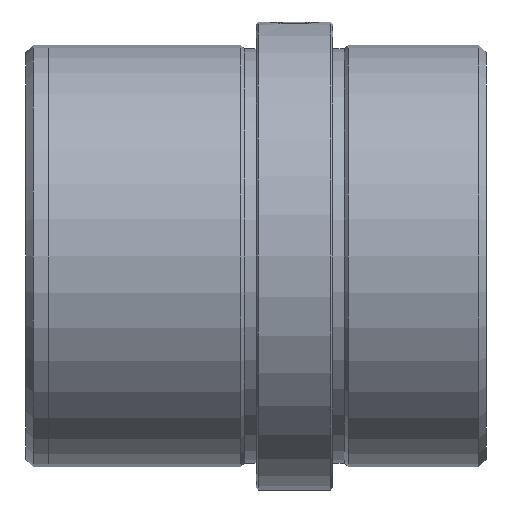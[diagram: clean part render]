
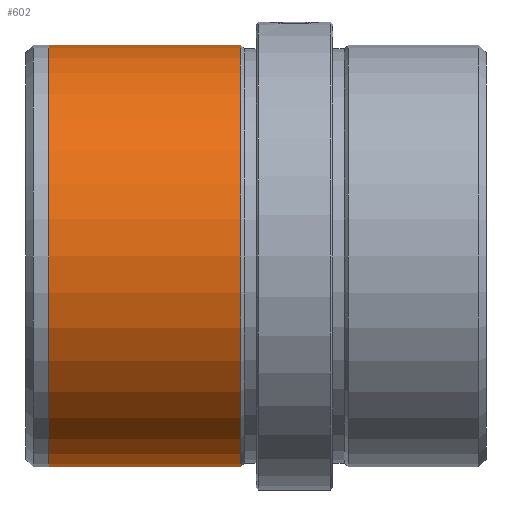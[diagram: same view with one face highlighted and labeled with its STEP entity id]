
A CAD part, left-side view. The second image highlights one B-rep face of the part: STEP entity #602.
In plain terms, the highlighted cylindrical face has radius 27.5 mm (diameter 55 mm), a partial arc.
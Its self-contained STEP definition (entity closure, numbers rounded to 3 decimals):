
#50 = CARTESIAN_POINT ( 'NONE',  ( 0., 0., 27.5 ) ) ;
#71 = CARTESIAN_POINT ( 'NONE',  ( 0., 57., 27.5 ) ) ;
#86 = ORIENTED_EDGE ( 'NONE', *, *, #421, .F. ) ;
#118 = CIRCLE ( 'NONE', #638, 27.5 ) ;
#141 = VECTOR ( 'NONE', #984, 1000. ) ;
#187 = CARTESIAN_POINT ( 'NONE',  ( 0., 57., 0. ) ) ;
#224 = DIRECTION ( 'NONE',  ( 0., -1., 0. ) ) ;
#249 = CYLINDRICAL_SURFACE ( 'NONE', #1614, 27.5 ) ;
#350 = DIRECTION ( 'NONE',  ( 0., 0., -1. ) ) ;
#421 = EDGE_CURVE ( 'NONE', #467, #555, #989, .T. ) ;
#467 = VERTEX_POINT ( 'NONE', #71 ) ;
#493 = CARTESIAN_POINT ( 'NONE',  ( 0., 0., -27.5 ) ) ;
#528 = DIRECTION ( 'NONE',  ( 0., 0., -1. ) ) ;
#555 = VERTEX_POINT ( 'NONE', #1235 ) ;
#602 = ADVANCED_FACE ( 'NONE', ( #2033 ), #249, .T. ) ;
#638 = AXIS2_PLACEMENT_3D ( 'NONE', #187, #1339, #350 ) ;
#799 = VERTEX_POINT ( 'NONE', #1425 ) ;
#860 = DIRECTION ( 'NONE',  ( 0., -1., 0. ) ) ;
#899 = CARTESIAN_POINT ( 'NONE',  ( 0., 32., 0. ) ) ;
#941 = EDGE_CURVE ( 'NONE', #555, #1108, #1103, .T. ) ;
#984 = DIRECTION ( 'NONE',  ( 0., -1., 0. ) ) ;
#989 = LINE ( 'NONE', #50, #1379 ) ;
#1008 = EDGE_LOOP ( 'NONE', ( #86, #1079, #1295, #1964 ) ) ;
#1021 = CARTESIAN_POINT ( 'NONE',  ( 0., 0., 0. ) ) ;
#1056 = DIRECTION ( 'NONE',  ( 0., 0., -1. ) ) ;
#1070 = LINE ( 'NONE', #493, #141 ) ;
#1079 = ORIENTED_EDGE ( 'NONE', *, *, #2062, .T. ) ;
#1103 = CIRCLE ( 'NONE', #1577, 27.5 ) ;
#1108 = VERTEX_POINT ( 'NONE', #2083 ) ;
#1235 = CARTESIAN_POINT ( 'NONE',  ( 0., 32., 27.5 ) ) ;
#1295 = ORIENTED_EDGE ( 'NONE', *, *, #1302, .T. ) ;
#1302 = EDGE_CURVE ( 'NONE', #799, #1108, #1070, .T. ) ;
#1339 = DIRECTION ( 'NONE',  ( 0., -1., 0. ) ) ;
#1379 = VECTOR ( 'NONE', #224, 1000. ) ;
#1425 = CARTESIAN_POINT ( 'NONE',  ( 0., 57., -27.5 ) ) ;
#1577 = AXIS2_PLACEMENT_3D ( 'NONE', #899, #2021, #1056 ) ;
#1614 = AXIS2_PLACEMENT_3D ( 'NONE', #1021, #860, #528 ) ;
#1964 = ORIENTED_EDGE ( 'NONE', *, *, #941, .F. ) ;
#2021 = DIRECTION ( 'NONE',  ( 0., -1., 0. ) ) ;
#2033 = FACE_OUTER_BOUND ( 'NONE', #1008, .T. ) ;
#2062 = EDGE_CURVE ( 'NONE', #467, #799, #118, .T. ) ;
#2083 = CARTESIAN_POINT ( 'NONE',  ( 0., 32., -27.5 ) ) ;
